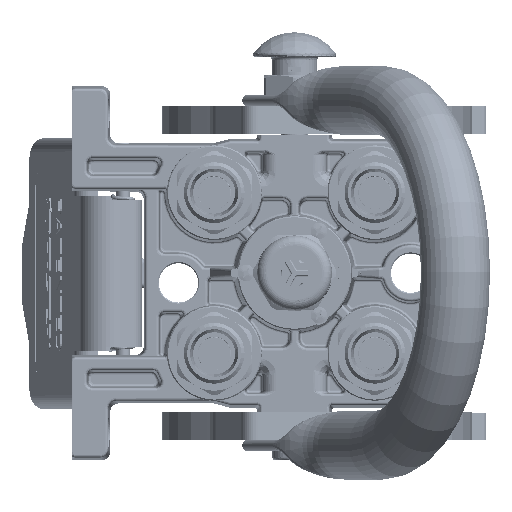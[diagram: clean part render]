
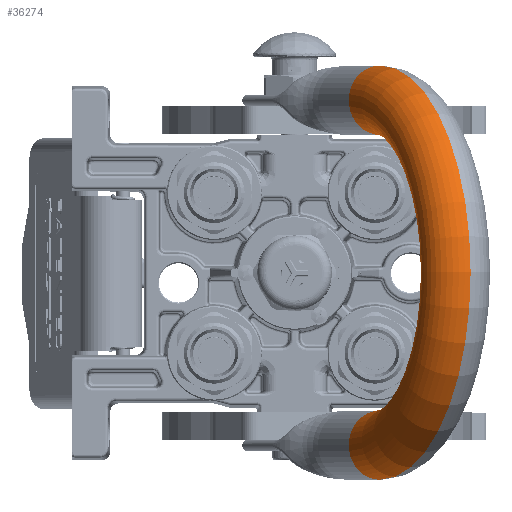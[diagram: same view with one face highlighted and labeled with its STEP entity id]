
A CAD part, top view. The second image highlights one B-rep face of the part: STEP entity #36274.
In plain terms, the highlighted toroidal (fillet/blend) face has major radius 62.25 mm and minor radius 12.5 mm.
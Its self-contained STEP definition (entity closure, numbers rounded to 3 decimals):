
#898 = AXIS2_PLACEMENT_3D ( 'NONE', #15954, #32649, #199496 ) ;
#1656 = FACE_OUTER_BOUND ( 'NONE', #97866, .T. ) ;
#3777 = DIRECTION ( 'NONE',  ( -1., 0., 0. ) ) ;
#11563 = CARTESIAN_POINT ( 'NONE',  ( -49.75, 0., 25.25 ) ) ;
#15954 = CARTESIAN_POINT ( 'NONE',  ( -62.25, 0., 25.25 ) ) ;
#20442 = CARTESIAN_POINT ( 'NONE',  ( 0., 0., 25.25 ) ) ;
#26228 = CIRCLE ( 'NONE', #175573, 49.75 ) ;
#30494 = CARTESIAN_POINT ( 'NONE',  ( -74.75, 0., 25.25 ) ) ;
#32649 = DIRECTION ( 'NONE',  ( 0., 0., 1. ) ) ;
#33647 = VERTEX_POINT ( 'NONE', #204137 ) ;
#35383 = VERTEX_POINT ( 'NONE', #69800 ) ;
#36274 = ADVANCED_FACE ( 'NONE', ( #1656 ), #139170, .T. ) ;
#42727 = VERTEX_POINT ( 'NONE', #30494 ) ;
#42796 = EDGE_CURVE ( 'NONE', #42727, #198837, #110876, .T. ) ;
#50573 = CIRCLE ( 'NONE', #181535, 74.75 ) ;
#57625 = DIRECTION ( 'NONE',  ( -1., 0., 0. ) ) ;
#57710 = ORIENTED_EDGE ( 'NONE', *, *, #80896, .F. ) ;
#61470 = CIRCLE ( 'NONE', #145841, 12.5 ) ;
#69800 = CARTESIAN_POINT ( 'NONE',  ( 74.75, 0., 25.25 ) ) ;
#78202 = AXIS2_PLACEMENT_3D ( 'NONE', #176892, #210961, #178327 ) ;
#80896 = EDGE_CURVE ( 'NONE', #35383, #33647, #61470, .T. ) ;
#85710 = DIRECTION ( 'NONE',  ( 0., 0., -1. ) ) ;
#89527 = DIRECTION ( 'NONE',  ( 0., 1., 0. ) ) ;
#97866 = EDGE_LOOP ( 'NONE', ( #102333, #57710, #178720, #208672 ) ) ;
#102333 = ORIENTED_EDGE ( 'NONE', *, *, #152770, .T. ) ;
#102400 = DIRECTION ( 'NONE',  ( 1., 0., 0. ) ) ;
#102993 = DIRECTION ( 'NONE',  ( 0., 1., 0. ) ) ;
#110876 = CIRCLE ( 'NONE', #898, 12.5 ) ;
#120716 = CARTESIAN_POINT ( 'NONE',  ( 0., 0., 25.25 ) ) ;
#133689 = CARTESIAN_POINT ( 'NONE',  ( 62.25, 0., 25.25 ) ) ;
#139170 = TOROIDAL_SURFACE ( 'NONE', #78202, 62.25, 12.5 ) ;
#145841 = AXIS2_PLACEMENT_3D ( 'NONE', #133689, #85710, #102400 ) ;
#152770 = EDGE_CURVE ( 'NONE', #198837, #33647, #26228, .T. ) ;
#171237 = EDGE_CURVE ( 'NONE', #42727, #35383, #50573, .T. ) ;
#175573 = AXIS2_PLACEMENT_3D ( 'NONE', #120716, #89527, #57625 ) ;
#176892 = CARTESIAN_POINT ( 'NONE',  ( 0., 0., 25.25 ) ) ;
#178327 = DIRECTION ( 'NONE',  ( 1., 0., 0. ) ) ;
#178720 = ORIENTED_EDGE ( 'NONE', *, *, #171237, .F. ) ;
#181535 = AXIS2_PLACEMENT_3D ( 'NONE', #20442, #102993, #3777 ) ;
#198837 = VERTEX_POINT ( 'NONE', #11563 ) ;
#199496 = DIRECTION ( 'NONE',  ( -1., 0., 0. ) ) ;
#204137 = CARTESIAN_POINT ( 'NONE',  ( 49.75, 0., 25.25 ) ) ;
#208672 = ORIENTED_EDGE ( 'NONE', *, *, #42796, .T. ) ;
#210961 = DIRECTION ( 'NONE',  ( 0., 1., 0. ) ) ;
